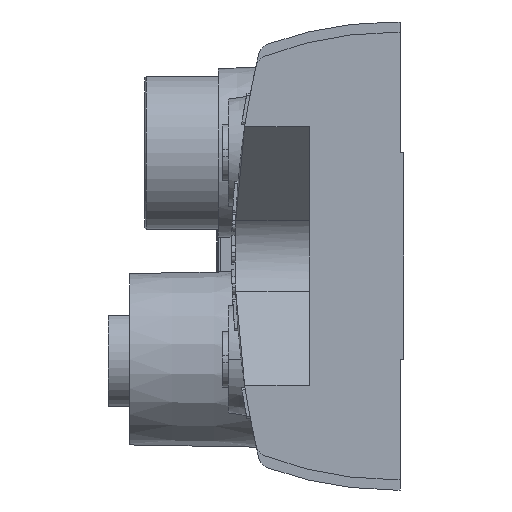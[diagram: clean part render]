
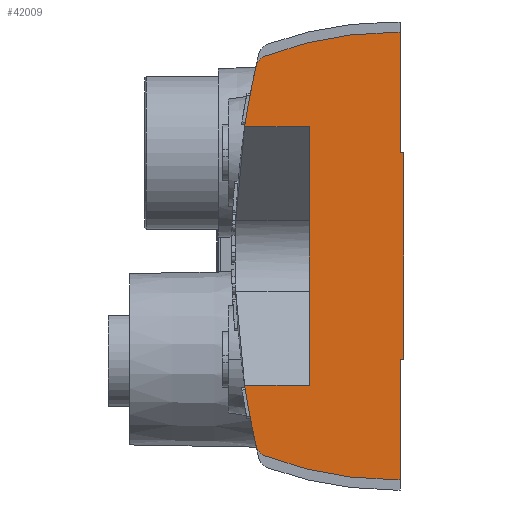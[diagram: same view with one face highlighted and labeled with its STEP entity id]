
A CAD part, left-side view. The second image highlights one B-rep face of the part: STEP entity #42009.
In plain terms, the highlighted planar face has unit normal (-1, 0, 0).
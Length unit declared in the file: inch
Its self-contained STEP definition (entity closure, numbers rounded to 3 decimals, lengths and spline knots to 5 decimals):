
#119 = VERTEX_POINT ( 'NONE', #2908 ) ;
#269 = EDGE_CURVE ( 'NONE', #30254, #35867, #40833, .T. ) ;
#512 = VERTEX_POINT ( 'NONE', #8323 ) ;
#625 = ORIENTED_EDGE ( 'NONE', *, *, #24636, .F. ) ;
#675 = EDGE_CURVE ( 'NONE', #20802, #30564, #23648, .T. ) ;
#879 = LINE ( 'NONE', #38383, #21600 ) ;
#961 = CARTESIAN_POINT ( 'NONE',  ( 0., 0.88965, 0.73819 ) ) ;
#1001 = LINE ( 'NONE', #35988, #20800 ) ;
#1197 = EDGE_CURVE ( 'NONE', #12213, #4469, #24289, .T. ) ;
#1347 = DIRECTION ( 'NONE',  ( 0., 0., 1. ) ) ;
#1404 = ORIENTED_EDGE ( 'NONE', *, *, #1197, .F. ) ;
#1799 = DIRECTION ( 'NONE',  ( 0., 0., 1. ) ) ;
#2052 = CIRCLE ( 'NONE', #27612, 0.07874 ) ;
#2273 = ORIENTED_EDGE ( 'NONE', *, *, #16591, .F. ) ;
#2908 = CARTESIAN_POINT ( 'NONE',  ( 0., 0., -1.27953 ) ) ;
#3597 = CARTESIAN_POINT ( 'NONE',  ( 0., 0.74768, -1.06894 ) ) ;
#4132 = CARTESIAN_POINT ( 'NONE',  ( 0., 0.88965, -0.73819 ) ) ;
#4469 = VERTEX_POINT ( 'NONE', #7367 ) ;
#4775 = CARTESIAN_POINT ( 'NONE',  ( 0., 0., 1.33858 ) ) ;
#5237 = LINE ( 'NONE', #4775, #41438 ) ;
#5307 = CARTESIAN_POINT ( 'NONE',  ( 0., 0., -0.59055 ) ) ;
#5593 = CARTESIAN_POINT ( 'NONE',  ( 0., 0.77601, 1.14241 ) ) ;
#5663 = LINE ( 'NONE', #33554, #30479 ) ;
#6049 = ORIENTED_EDGE ( 'NONE', *, *, #675, .F. ) ;
#6185 = DIRECTION ( 'NONE',  ( 1., 0., 0. ) ) ;
#6577 = CARTESIAN_POINT ( 'NONE',  ( 0., 0.03937, -0.73819 ) ) ;
#7088 = DIRECTION ( 'NONE',  ( 0., 1., 0. ) ) ;
#7257 = VERTEX_POINT ( 'NONE', #22582 ) ;
#7367 = CARTESIAN_POINT ( 'NONE',  ( 0., 0.77601, -1.14241 ) ) ;
#7534 = CARTESIAN_POINT ( 'NONE',  ( 0., 0.03937, -1.27953 ) ) ;
#7700 = ORIENTED_EDGE ( 'NONE', *, *, #30778, .T. ) ;
#7832 = CARTESIAN_POINT ( 'NONE',  ( 0., -0.01969, -0.59055 ) ) ;
#8323 = CARTESIAN_POINT ( 'NONE',  ( 0., 0.51969, -0.73819 ) ) ;
#8703 = ORIENTED_EDGE ( 'NONE', *, *, #34312, .F. ) ;
#9610 = VECTOR ( 'NONE', #23733, 39.37008 ) ;
#9623 = ORIENTED_EDGE ( 'NONE', *, *, #19929, .T. ) ;
#9833 = DIRECTION ( 'NONE',  ( 0., 0., 1. ) ) ;
#10312 = DIRECTION ( 'NONE',  ( 0., 0., 1. ) ) ;
#10314 = CARTESIAN_POINT ( 'NONE',  ( 0., 0.82451, 1.08618 ) ) ;
#10455 = DIRECTION ( 'NONE',  ( 0., 0., 1. ) ) ;
#10504 = CARTESIAN_POINT ( 'NONE',  ( 0., 0.74768, 1.06894 ) ) ;
#10906 = DIRECTION ( 'NONE',  ( 1., 0., 0. ) ) ;
#10995 = VERTEX_POINT ( 'NONE', #12394 ) ;
#12083 = CARTESIAN_POINT ( 'NONE',  ( 0., 0.51969, -0.76772 ) ) ;
#12213 = VERTEX_POINT ( 'NONE', #21277 ) ;
#12394 = CARTESIAN_POINT ( 'NONE',  ( 0., 0.03937, 1.27953 ) ) ;
#13350 = ORIENTED_EDGE ( 'NONE', *, *, #29689, .F. ) ;
#13921 = AXIS2_PLACEMENT_3D ( 'NONE', #3597, #10906, #10455 ) ;
#14081 = VECTOR ( 'NONE', #33534, 39.37008 ) ;
#14682 = CIRCLE ( 'NONE', #13921, 0.07874 ) ;
#16142 = CARTESIAN_POINT ( 'NONE',  ( 0., -4.01575, 0. ) ) ;
#16191 = LINE ( 'NONE', #6577, #9610 ) ;
#16505 = VECTOR ( 'NONE', #1799, 39.37008 ) ;
#16550 = EDGE_CURVE ( 'NONE', #20545, #43466, #879, .T. ) ;
#16591 = EDGE_CURVE ( 'NONE', #512, #30254, #19396, .T. ) ;
#16719 = EDGE_CURVE ( 'NONE', #19181, #512, #16191, .T. ) ;
#16991 = CARTESIAN_POINT ( 'NONE',  ( 0., 0.03937, 0.59055 ) ) ;
#18278 = CARTESIAN_POINT ( 'NONE',  ( 0., 0.03937, -0.76772 ) ) ;
#18727 = ORIENTED_EDGE ( 'NONE', *, *, #32303, .F. ) ;
#18817 = DIRECTION ( 'NONE',  ( 0., 0., -1. ) ) ;
#18997 = CIRCLE ( 'NONE', #33595, 4.96063 ) ;
#19181 = VERTEX_POINT ( 'NONE', #4132 ) ;
#19314 = PLANE ( 'NONE',  #31618 ) ;
#19396 = LINE ( 'NONE', #12083, #16505 ) ;
#19748 = CARTESIAN_POINT ( 'NONE',  ( 0., 0.82451, -1.08618 ) ) ;
#19929 = EDGE_CURVE ( 'NONE', #7257, #10995, #5663, .T. ) ;
#20404 = CIRCLE ( 'NONE', #31364, 2.04724 ) ;
#20545 = VERTEX_POINT ( 'NONE', #7832 ) ;
#20800 = VECTOR ( 'NONE', #18817, 39.37008 ) ;
#20802 = VERTEX_POINT ( 'NONE', #36550 ) ;
#20807 = EDGE_CURVE ( 'NONE', #20802, #7257, #5237, .T. ) ;
#20824 = DIRECTION ( 'NONE',  ( 0., 0., 1. ) ) ;
#21241 = DIRECTION ( 'NONE',  ( 0., 1., 0. ) ) ;
#21272 = LINE ( 'NONE', #7534, #23592 ) ;
#21277 = CARTESIAN_POINT ( 'NONE',  ( 0., 0.03937, -1.27953 ) ) ;
#21600 = VECTOR ( 'NONE', #21241, 39.37008 ) ;
#22567 = DIRECTION ( 'NONE',  ( 0., 0., 1. ) ) ;
#22582 = CARTESIAN_POINT ( 'NONE',  ( 0., 0., 1.27953 ) ) ;
#23592 = VECTOR ( 'NONE', #7088, 39.37008 ) ;
#23648 = LINE ( 'NONE', #16991, #25835 ) ;
#23658 = DIRECTION ( 'NONE',  ( 1., 0., 0. ) ) ;
#23733 = DIRECTION ( 'NONE',  ( 0., -1., 0. ) ) ;
#24165 = EDGE_LOOP ( 'NONE', ( #25746, #625, #1404, #18727, #7700, #30262, #8703, #6049, #26003, #9623, #38506, #13350, #43991, #27296, #2273, #26669 ) ) ;
#24267 = DIRECTION ( 'NONE',  ( 1., 0., 0. ) ) ;
#24289 = CIRCLE ( 'NONE', #43969, 2.04724 ) ;
#24314 = DIRECTION ( 'NONE',  ( 0., -1., 0. ) ) ;
#24636 = EDGE_CURVE ( 'NONE', #4469, #31905, #14682, .T. ) ;
#25262 = AXIS2_PLACEMENT_3D ( 'NONE', #16142, #33073, #22567 ) ;
#25534 = VECTOR ( 'NONE', #9833, 39.37008 ) ;
#25746 = ORIENTED_EDGE ( 'NONE', *, *, #37322, .F. ) ;
#25835 = VECTOR ( 'NONE', #24314, 39.37008 ) ;
#26003 = ORIENTED_EDGE ( 'NONE', *, *, #20807, .T. ) ;
#26442 = FACE_OUTER_BOUND ( 'NONE', #24165, .T. ) ;
#26669 = ORIENTED_EDGE ( 'NONE', *, *, #16719, .F. ) ;
#26784 = EDGE_CURVE ( 'NONE', #35867, #32259, #30395, .T. ) ;
#27296 = ORIENTED_EDGE ( 'NONE', *, *, #269, .F. ) ;
#27612 = AXIS2_PLACEMENT_3D ( 'NONE', #10504, #6185, #30430 ) ;
#29689 = EDGE_CURVE ( 'NONE', #32259, #40796, #2052, .T. ) ;
#30254 = VERTEX_POINT ( 'NONE', #32618 ) ;
#30262 = ORIENTED_EDGE ( 'NONE', *, *, #16550, .F. ) ;
#30395 = CIRCLE ( 'NONE', #25262, 4.96063 ) ;
#30430 = DIRECTION ( 'NONE',  ( 0., 0., 1. ) ) ;
#30479 = VECTOR ( 'NONE', #44261, 39.37008 ) ;
#30561 = CARTESIAN_POINT ( 'NONE',  ( 0., 0.03937, 0.73819 ) ) ;
#30564 = VERTEX_POINT ( 'NONE', #41924 ) ;
#30778 = EDGE_CURVE ( 'NONE', #119, #43466, #34745, .T. ) ;
#30891 = EDGE_CURVE ( 'NONE', #40796, #10995, #20404, .T. ) ;
#31364 = AXIS2_PLACEMENT_3D ( 'NONE', #18278, #36105, #1347 ) ;
#31618 = AXIS2_PLACEMENT_3D ( 'NONE', #33272, #23658, #37592 ) ;
#31905 = VERTEX_POINT ( 'NONE', #19748 ) ;
#32259 = VERTEX_POINT ( 'NONE', #10314 ) ;
#32303 = EDGE_CURVE ( 'NONE', #119, #12213, #21272, .T. ) ;
#32437 = DIRECTION ( 'NONE',  ( 0., 0., 1. ) ) ;
#32618 = CARTESIAN_POINT ( 'NONE',  ( 0., 0.51969, 0.73819 ) ) ;
#33073 = DIRECTION ( 'NONE',  ( 1., 0., 0. ) ) ;
#33272 = CARTESIAN_POINT ( 'NONE',  ( 0., 0.03937, -0.76772 ) ) ;
#33534 = DIRECTION ( 'NONE',  ( 0., 1., 0. ) ) ;
#33554 = CARTESIAN_POINT ( 'NONE',  ( 0., 0.03937, 1.27953 ) ) ;
#33595 = AXIS2_PLACEMENT_3D ( 'NONE', #35681, #24267, #20824 ) ;
#33875 = DIRECTION ( 'NONE',  ( 1., 0., 0. ) ) ;
#34312 = EDGE_CURVE ( 'NONE', #30564, #20545, #1001, .T. ) ;
#34745 = LINE ( 'NONE', #38168, #25534 ) ;
#35681 = CARTESIAN_POINT ( 'NONE',  ( 0., -4.01575, 0. ) ) ;
#35867 = VERTEX_POINT ( 'NONE', #961 ) ;
#35988 = CARTESIAN_POINT ( 'NONE',  ( 0., -0.01969, -0.76772 ) ) ;
#36105 = DIRECTION ( 'NONE',  ( 1., 0., 0. ) ) ;
#36550 = CARTESIAN_POINT ( 'NONE',  ( 0., 0., 0.59055 ) ) ;
#37322 = EDGE_CURVE ( 'NONE', #31905, #19181, #18997, .T. ) ;
#37592 = DIRECTION ( 'NONE',  ( 0., 0., -1. ) ) ;
#38168 = CARTESIAN_POINT ( 'NONE',  ( 0., 0., 1.33858 ) ) ;
#38383 = CARTESIAN_POINT ( 'NONE',  ( 0., 0.03937, -0.59055 ) ) ;
#38506 = ORIENTED_EDGE ( 'NONE', *, *, #30891, .F. ) ;
#40796 = VERTEX_POINT ( 'NONE', #5593 ) ;
#40833 = LINE ( 'NONE', #30561, #14081 ) ;
#41387 = CARTESIAN_POINT ( 'NONE',  ( 0., 0.03937, 0.76772 ) ) ;
#41438 = VECTOR ( 'NONE', #32437, 39.37008 ) ;
#41924 = CARTESIAN_POINT ( 'NONE',  ( 0., -0.01969, 0.59055 ) ) ;
#42009 = ADVANCED_FACE ( 'NONE', ( #26442 ), #19314, .F. ) ;
#43466 = VERTEX_POINT ( 'NONE', #5307 ) ;
#43969 = AXIS2_PLACEMENT_3D ( 'NONE', #41387, #33875, #10312 ) ;
#43991 = ORIENTED_EDGE ( 'NONE', *, *, #26784, .F. ) ;
#44261 = DIRECTION ( 'NONE',  ( 0., 1., 0. ) ) ;
